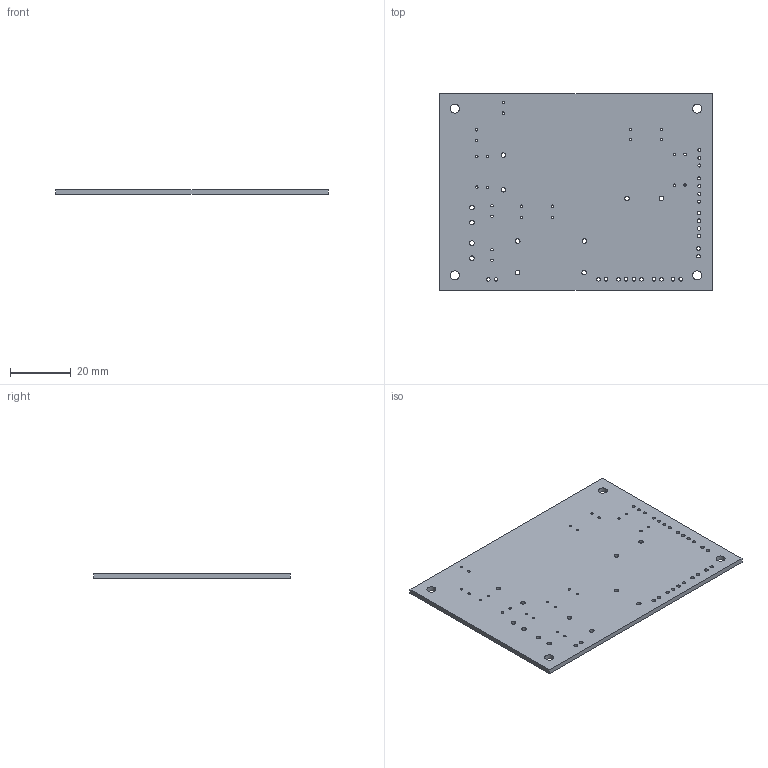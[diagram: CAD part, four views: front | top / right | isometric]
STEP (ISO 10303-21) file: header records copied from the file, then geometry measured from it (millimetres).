
FILE_DESCRIPTION(('KiCad electronic assembly'),'2;1');
FILE_NAME('carte_moteurs.step','2022-02-08T12:06:14',('An Author'),( 'A Company'),'Open CASCADE STEP processor 6.9', 'KiCad to STEP converter','Unknown');
FILE_SCHEMA(('AUTOMOTIVE_DESIGN { 1 0 10303 214 1 1 1 1 }'));
Length unit declared in the file: millimetre
Products named in the file (2): Open CASCADE STEP translator 6.9 1; COMPOUND
Assembly tree (1 placements, depth 2):
  Open CASCADE STEP translator 6.9 1
    COMPOUND
Bounding box: 90 x 65 x 1.6 mm (x, y, z)
Volume: 9220.2 mm3; surface area: 12412.3 mm2
Topology: 1 solids, 1 shells, 71 faces, 207 edges, 138 vertices
Faces by surface type: cylinder 65, plane 6
Full cylindrical faces by diameter (mm): 0.8 x24, 1 x7, 1.2 x18, 1.5 x12, 3 x4
Entity records: 5819 total; most frequent: CARTESIAN_POINT 1612, DIRECTION 767, ORIENTED_EDGE 414, PCURVE 414, DEFINITIONAL_REPRESENTATION 414, LINE 361, VECTOR 361, EDGE_CURVE 207
